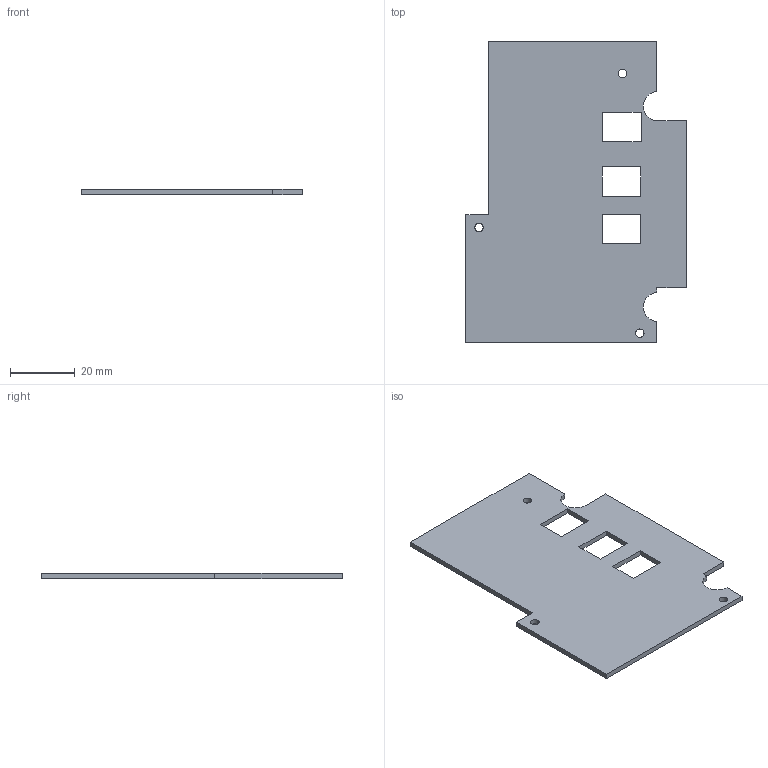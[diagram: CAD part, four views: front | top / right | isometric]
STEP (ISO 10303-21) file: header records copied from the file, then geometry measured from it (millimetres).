
FILE_DESCRIPTION(('KiCad electronic assembly'),'2;1');
FILE_NAME('4905-40010-01 -- Main_V4_Shield.step','2024-09-02T15:48:06',( 'Pcbnew'),('Kicad'),'Open CASCADE STEP processor 7.8', 'KiCad to STEP converter','Unknown');
FILE_SCHEMA(('AUTOMOTIVE_DESIGN { 1 0 10303 214 1 1 1 1 }'));
Length unit declared in the file: millimetre
Products named in the file (2): 4905-40010-01 -- Main_V4_Shield 1; Main_Shield_V44_PCB
Assembly tree (1 placements, depth 2):
  4905-40010-01 -- Main_V4_Shield 1
    Main_Shield_V44_PCB
Bounding box: 68 x 93 x 1.6 mm (x, y, z)
Volume: 8276.9 mm3; surface area: 11117.9 mm2
Topology: 1 solids, 1 shells, 31 faces, 87 edges, 58 vertices
Faces by surface type: plane 26, cylinder 5
Full cylindrical faces by diameter (mm): 2.6 x3
Entity records: 1052 total; most frequent: CARTESIAN_POINT 178, ORIENTED_EDGE 174, DIRECTION 163, EDGE_CURVE 87, LINE 77, VECTOR 77, VERTEX_POINT 58, AXIS2_PLACEMENT_3D 43
